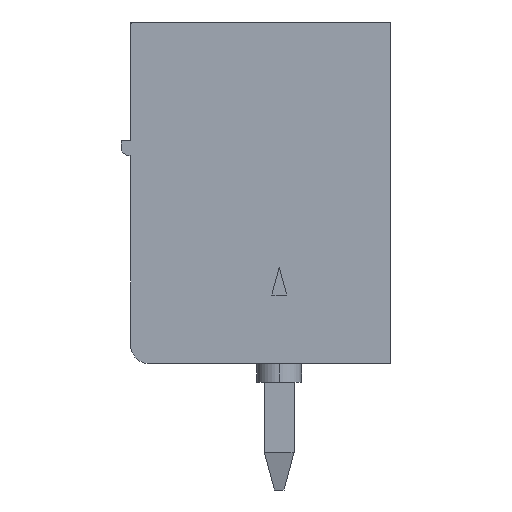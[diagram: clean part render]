
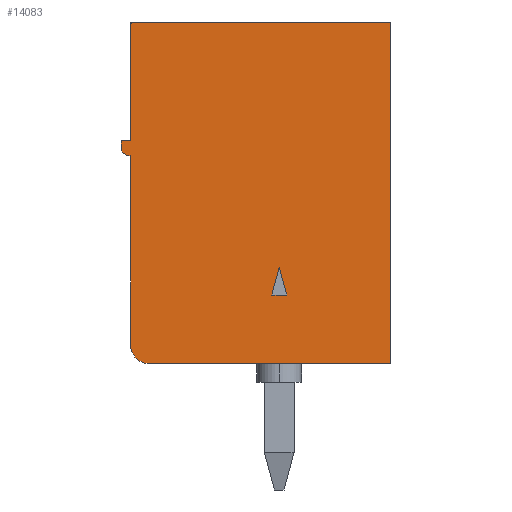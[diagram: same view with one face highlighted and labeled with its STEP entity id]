
A CAD part, left-side view. The second image highlights one B-rep face of the part: STEP entity #14083.
In plain terms, the highlighted planar face has unit normal (-1, 0, 0).
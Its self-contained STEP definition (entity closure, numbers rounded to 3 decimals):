
#3147=CARTESIAN_POINT('',(-15.935,4.05,5.6));
#3148=VERTEX_POINT('',#3147);
#3155=CARTESIAN_POINT('',(-15.935,4.25,5.8));
#3156=VERTEX_POINT('',#3155);
#3157=CARTESIAN_POINT('',(-15.935,4.05,5.8));
#3158=DIRECTION('',(-1.0,0.0,0.0));
#3159=DIRECTION('',(0.0,0.0,1.0));
#3160=AXIS2_PLACEMENT_3D('',#3157,#3158,#3159);
#3161=CIRCLE('',#3160,0.2);
#3162=EDGE_CURVE('',#3156,#3148,#3161,.T.);
#3376=CARTESIAN_POINT('',(-15.935,3.5,0.));
#3377=VERTEX_POINT('',#3376);
#3384=CARTESIAN_POINT('',(-15.935,4.,0.5));
#3385=VERTEX_POINT('',#3384);
#3386=CARTESIAN_POINT('',(-15.935,3.5,0.5));
#3387=DIRECTION('',(-1.0,0.0,0.0));
#3388=DIRECTION('',(0.0,0.0,1.0));
#3389=AXIS2_PLACEMENT_3D('',#3386,#3387,#3388);
#3390=CIRCLE('',#3389,0.5);
#3391=EDGE_CURVE('',#3385,#3377,#3390,.T.);
#4197=CARTESIAN_POINT('',(-15.935,0.,2.6));
#4198=VERTEX_POINT('',#4197);
#4206=CARTESIAN_POINT('',(-15.935,-0.201,1.85));
#4207=VERTEX_POINT('',#4206);
#4214=CARTESIAN_POINT('',(-15.935,-0.201,1.85));
#4215=DIRECTION('',(0.0,0.259,0.966));
#4216=VECTOR('',#4215,0.776);
#4217=LINE('',#4214,#4216);
#4218=EDGE_CURVE('',#4207,#4198,#4217,.T.);
#4228=CARTESIAN_POINT('',(-15.935,0.201,1.85));
#4229=VERTEX_POINT('',#4228);
#4238=CARTESIAN_POINT('',(-15.935,0.,2.6));
#4239=DIRECTION('',(0.0,0.259,-0.966));
#4240=VECTOR('',#4239,0.776);
#4241=LINE('',#4238,#4240);
#4242=EDGE_CURVE('',#4198,#4229,#4241,.T.);
#4255=CARTESIAN_POINT('',(-15.935,0.201,1.85));
#4256=DIRECTION('',(0.0,-1.0,0.0));
#4257=VECTOR('',#4256,0.402);
#4258=LINE('',#4255,#4257);
#4259=EDGE_CURVE('',#4229,#4207,#4258,.T.);
#4921=CARTESIAN_POINT('',(-15.935,4.,9.1));
#4922=VERTEX_POINT('',#4921);
#4929=CARTESIAN_POINT('',(-15.935,3.9,9.2));
#4930=VERTEX_POINT('',#4929);
#4931=CARTESIAN_POINT('',(-15.935,3.9,9.1));
#4932=DIRECTION('',(-1.0,0.0,0.0));
#4933=DIRECTION('',(0.0,0.0,1.0));
#4934=AXIS2_PLACEMENT_3D('',#4931,#4932,#4933);
#4935=CIRCLE('',#4934,0.1);
#4936=EDGE_CURVE('',#4930,#4922,#4935,.T.);
#7532=CARTESIAN_POINT('',(-15.935,4.,6.));
#7533=VERTEX_POINT('',#7532);
#7548=CARTESIAN_POINT('',(-15.935,4.25,6.));
#7549=VERTEX_POINT('',#7548);
#7556=CARTESIAN_POINT('',(-15.935,4.25,6.));
#7557=DIRECTION('',(0.0,-1.0,0.0));
#7558=VECTOR('',#7557,0.25);
#7559=LINE('',#7556,#7558);
#7560=EDGE_CURVE('',#7549,#7533,#7559,.T.);
#8629=CARTESIAN_POINT('',(-15.935,-3.,0.));
#8630=VERTEX_POINT('',#8629);
#8639=CARTESIAN_POINT('',(-15.935,3.5,0.));
#8640=DIRECTION('',(0.0,-1.0,0.0));
#8641=VECTOR('',#8640,6.5);
#8642=LINE('',#8639,#8641);
#8643=EDGE_CURVE('',#3377,#8630,#8642,.T.);
#9366=CARTESIAN_POINT('',(-15.935,4.25,5.8));
#9367=DIRECTION('',(0.0,0.0,1.0));
#9368=VECTOR('',#9367,0.2);
#9369=LINE('',#9366,#9368);
#9370=EDGE_CURVE('',#3156,#7549,#9369,.T.);
#10160=CARTESIAN_POINT('',(-15.935,4.,5.6));
#10161=VERTEX_POINT('',#10160);
#10168=CARTESIAN_POINT('',(-15.935,4.,5.6));
#10169=DIRECTION('',(0.0,1.0,0.0));
#10170=VECTOR('',#10169,0.05);
#10171=LINE('',#10168,#10170);
#10172=EDGE_CURVE('',#10161,#3148,#10171,.T.);
#10842=CARTESIAN_POINT('',(-15.935,4.,0.5));
#10843=DIRECTION('',(0.0,0.0,1.0));
#10844=VECTOR('',#10843,5.1);
#10845=LINE('',#10842,#10844);
#10846=EDGE_CURVE('',#3385,#10161,#10845,.T.);
#11748=CARTESIAN_POINT('',(-15.935,4.,6.));
#11749=DIRECTION('',(0.0,0.0,1.0));
#11750=VECTOR('',#11749,3.1);
#11751=LINE('',#11748,#11750);
#11752=EDGE_CURVE('',#7533,#4922,#11751,.T.);
#13524=CARTESIAN_POINT('',(-15.935,-3.,9.2));
#13525=VERTEX_POINT('',#13524);
#13526=CARTESIAN_POINT('',(-15.935,3.9,9.2));
#13527=DIRECTION('',(0.0,-1.0,0.0));
#13528=VECTOR('',#13527,6.9);
#13529=LINE('',#13526,#13528);
#13530=EDGE_CURVE('',#4930,#13525,#13529,.T.);
#13865=CARTESIAN_POINT('',(-15.935,-3.,0.));
#13866=DIRECTION('',(0.0,0.0,1.0));
#13867=VECTOR('',#13866,9.2);
#13868=LINE('',#13865,#13867);
#13869=EDGE_CURVE('',#8630,#13525,#13868,.T.);
#14060=CARTESIAN_POINT('',(-15.935,-3.363,-0.46));
#14061=DIRECTION('',(-1.0,0.0,0.0));
#14062=DIRECTION('',(0.0,0.0,1.0));
#14063=AXIS2_PLACEMENT_3D('',#14060,#14061,#14062);
#14064=PLANE('',#14063);
#14065=ORIENTED_EDGE('',*,*,#8643,.T.);
#14066=ORIENTED_EDGE('',*,*,#13869,.T.);
#14067=ORIENTED_EDGE('',*,*,#13530,.F.);
#14068=ORIENTED_EDGE('',*,*,#4936,.T.);
#14069=ORIENTED_EDGE('',*,*,#11752,.F.);
#14070=ORIENTED_EDGE('',*,*,#7560,.F.);
#14071=ORIENTED_EDGE('',*,*,#9370,.F.);
#14072=ORIENTED_EDGE('',*,*,#3162,.T.);
#14073=ORIENTED_EDGE('',*,*,#10172,.F.);
#14074=ORIENTED_EDGE('',*,*,#10846,.F.);
#14075=ORIENTED_EDGE('',*,*,#3391,.T.);
#14076=EDGE_LOOP('',(#14065,#14066,#14067,#14068,#14069,#14070,#14071,#14072,#14073,#14074,#14075));
#14077=FACE_OUTER_BOUND('',#14076,.T.);
#14078=ORIENTED_EDGE('',*,*,#4259,.F.);
#14079=ORIENTED_EDGE('',*,*,#4242,.F.);
#14080=ORIENTED_EDGE('',*,*,#4218,.F.);
#14081=EDGE_LOOP('',(#14078,#14079,#14080));
#14082=FACE_BOUND('',#14081,.T.);
#14083=ADVANCED_FACE('',(#14077,#14082),#14064,.T.);
